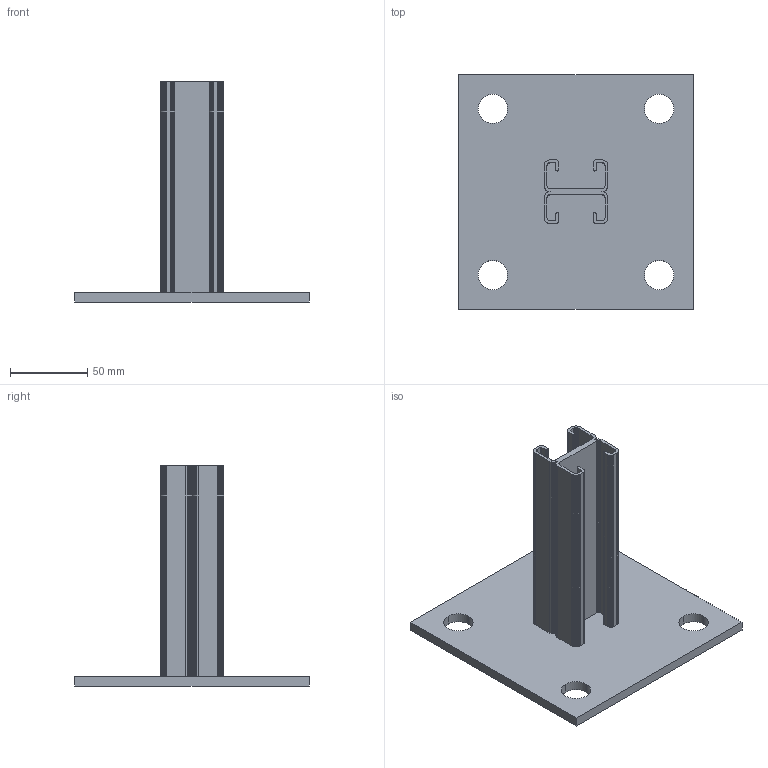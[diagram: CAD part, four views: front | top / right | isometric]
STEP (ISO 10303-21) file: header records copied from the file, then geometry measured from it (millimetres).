
FILE_DESCRIPTION(('TurboCAD Mac Pro'),'Build 980');
FILE_NAME('P9014.stp',' ',(''),(''),'ACIS Interop','IMSI','TurboCAD Mac Pro BY IMSI, INCORPORATED');
FILE_SCHEMA(('automotive_design'));
Length unit declared in the file: inch
Products named in the file (1): 1
Bounding box: 152.4 x 152.4 x 142.88 mm (x, y, z)
Volume: 191446.7 mm3; surface area: 94746.8 mm2
Topology: 1 solids, 1 shells, 309 faces, 918 edges, 612 vertices
Faces by surface type: plane 293, bspline 16
Entity records: 12740 total; most frequent: CARTESIAN_POINT 2048, ORIENTED_EDGE 1836, DIRECTION 1474, EDGE_CURVE 918, LINE 886, VECTOR 886, VERTEX_POINT 612, EDGE_LOOP 318
